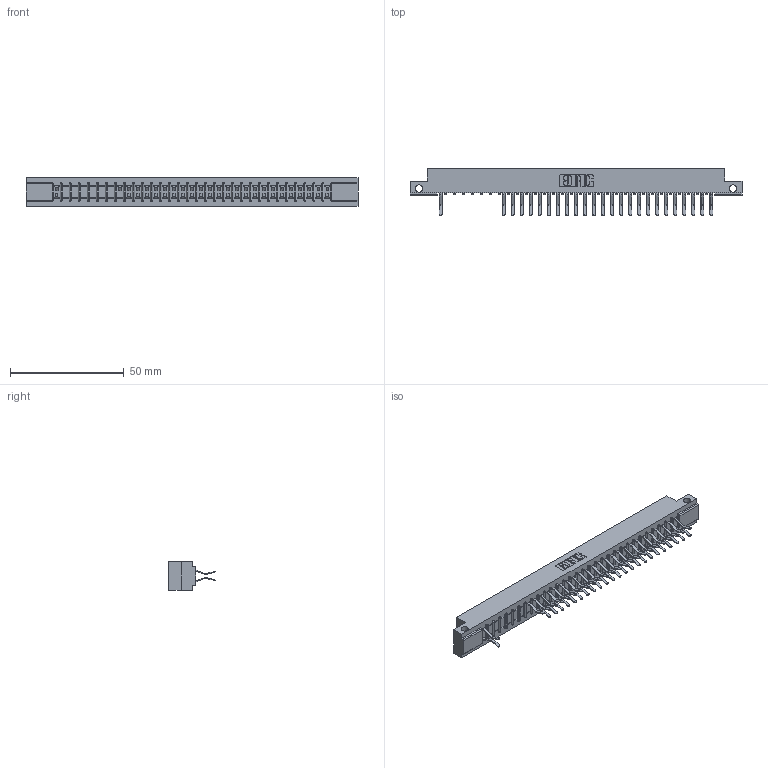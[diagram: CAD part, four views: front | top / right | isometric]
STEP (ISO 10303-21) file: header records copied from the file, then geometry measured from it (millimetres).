
FILE_DESCRIPTION (( 'STEP AP203' ), '1' );
FILE_NAME ('307-062-560-212.STEP', '2018-08-06T09:47:20', ( '' ), ( '' ), 'SwSTEP 2.0', 'SolidWorks 2016', '' );
FILE_SCHEMA (( 'CONFIG_CONTROL_DESIGN' ));
Length unit declared in the file: inch
Products named in the file (3): 307 Part_.128 Dia Side Mounting Holes; 307-290-001_560; 307-062-560-212
Assembly tree (50 placements, depth 2):
  307-062-560-212
    307 Part_.128 Dia Side Mounting Holes
    307-290-001_560  x49
Bounding box: 145.85 x 20.73 x 12.7 mm (x, y, z)
Volume: 15181.8 mm3; surface area: 17562.8 mm2
Topology: 50 solids, 50 shells, 2730 faces, 7697 edges, 4978 vertices
Faces by surface type: plane 1765, cylinder 901, sphere 64
Entity records: 28614 total; most frequent: CARTESIAN_POINT 4738, ORIENTED_EDGE 4706, DIRECTION 4633, EDGE_CURVE 2353, VECTOR 1799, LINE 1799, VERTEX_POINT 1522, AXIS2_PLACEMENT_3D 1417
